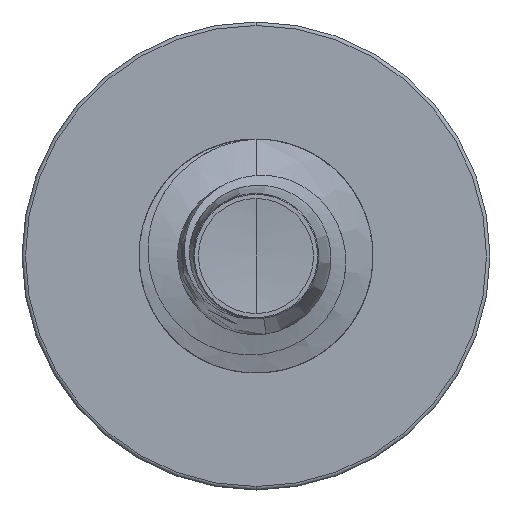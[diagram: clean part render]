
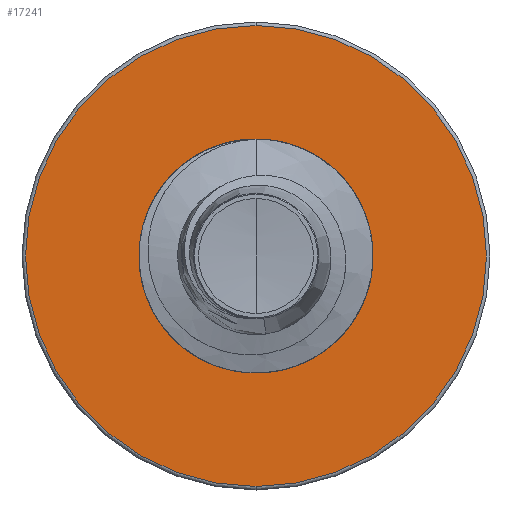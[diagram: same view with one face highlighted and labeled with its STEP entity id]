
A CAD part, front view. The second image highlights one B-rep face of the part: STEP entity #17241.
In plain terms, the highlighted planar face has unit normal (0, -1, 0).
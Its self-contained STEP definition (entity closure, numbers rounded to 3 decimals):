
#324 = DIRECTION ( 'NONE',  ( 0., 0., 1. ) ) ;
#518 = CIRCLE ( 'NONE', #25779, 2.842 ) ;
#539 = CIRCLE ( 'NONE', #6268, 2.842 ) ;
#641 = DIRECTION ( 'NONE',  ( 0., 1., 0. ) ) ;
#1016 = CIRCLE ( 'NONE', #11990, 5.91 ) ;
#1158 = VERTEX_POINT ( 'NONE', #22493 ) ;
#1402 = EDGE_LOOP ( 'NONE', ( #2043, #22114 ) ) ;
#1786 = VERTEX_POINT ( 'NONE', #24142 ) ;
#2043 = ORIENTED_EDGE ( 'NONE', *, *, #3129, .T. ) ;
#2768 = EDGE_CURVE ( 'NONE', #1158, #17474, #518, .T. ) ;
#2787 = CARTESIAN_POINT ( 'NONE',  ( 0., 27.5, 0. ) ) ;
#3129 = EDGE_CURVE ( 'NONE', #17474, #1158, #539, .T. ) ;
#3331 = AXIS2_PLACEMENT_3D ( 'NONE', #21438, #9275, #23419 ) ;
#4824 = DIRECTION ( 'NONE',  ( 0., 1., 0. ) ) ;
#4885 = DIRECTION ( 'NONE',  ( 0., 0., 1. ) ) ;
#5957 = AXIS2_PLACEMENT_3D ( 'NONE', #17052, #4824, #19114 ) ;
#6202 = CIRCLE ( 'NONE', #3331, 5.91 ) ;
#6268 = AXIS2_PLACEMENT_3D ( 'NONE', #2787, #17109, #4885 ) ;
#7041 = FACE_OUTER_BOUND ( 'NONE', #12685, .T. ) ;
#9275 = DIRECTION ( 'NONE',  ( 0., 1., 0. ) ) ;
#9381 = EDGE_CURVE ( 'NONE', #16860, #1786, #6202, .T. ) ;
#11990 = AXIS2_PLACEMENT_3D ( 'NONE', #13013, #641, #15040 ) ;
#12685 = EDGE_LOOP ( 'NONE', ( #21155, #20778 ) ) ;
#12710 = DIRECTION ( 'NONE',  ( 0., 1., 0. ) ) ;
#13013 = CARTESIAN_POINT ( 'NONE',  ( 0., 27.5, 0. ) ) ;
#15040 = DIRECTION ( 'NONE',  ( 0., 0., 1. ) ) ;
#15499 = EDGE_CURVE ( 'NONE', #1786, #16860, #1016, .T. ) ;
#16860 = VERTEX_POINT ( 'NONE', #19011 ) ;
#17052 = CARTESIAN_POINT ( 'NONE',  ( 0., 27.5, -2.842 ) ) ;
#17109 = DIRECTION ( 'NONE',  ( 0., 1., 0. ) ) ;
#17241 = ADVANCED_FACE ( 'NONE', ( #7041, #23871 ), #19030, .F. ) ;
#17474 = VERTEX_POINT ( 'NONE', #23407 ) ;
#19011 = CARTESIAN_POINT ( 'NONE',  ( 0., 27.5, 5.91 ) ) ;
#19030 = PLANE ( 'NONE',  #5957 ) ;
#19114 = DIRECTION ( 'NONE',  ( 0., 0., 1. ) ) ;
#20778 = ORIENTED_EDGE ( 'NONE', *, *, #15499, .F. ) ;
#21155 = ORIENTED_EDGE ( 'NONE', *, *, #9381, .F. ) ;
#21438 = CARTESIAN_POINT ( 'NONE',  ( 0., 27.5, 0. ) ) ;
#22114 = ORIENTED_EDGE ( 'NONE', *, *, #2768, .T. ) ;
#22493 = CARTESIAN_POINT ( 'NONE',  ( 0., 27.5, -2.842 ) ) ;
#23407 = CARTESIAN_POINT ( 'NONE',  ( 0., 27.5, 2.842 ) ) ;
#23419 = DIRECTION ( 'NONE',  ( 0., 0., 1. ) ) ;
#23871 = FACE_BOUND ( 'NONE', #1402, .T. ) ;
#24142 = CARTESIAN_POINT ( 'NONE',  ( 0., 27.5, -5.91 ) ) ;
#24762 = CARTESIAN_POINT ( 'NONE',  ( 0., 27.5, 0. ) ) ;
#25779 = AXIS2_PLACEMENT_3D ( 'NONE', #24762, #12710, #324 ) ;
